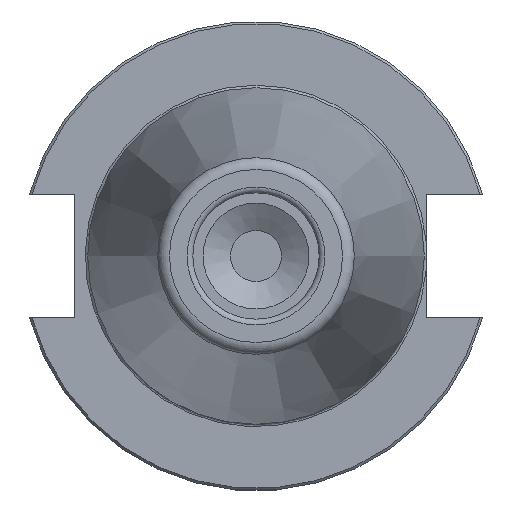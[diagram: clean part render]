
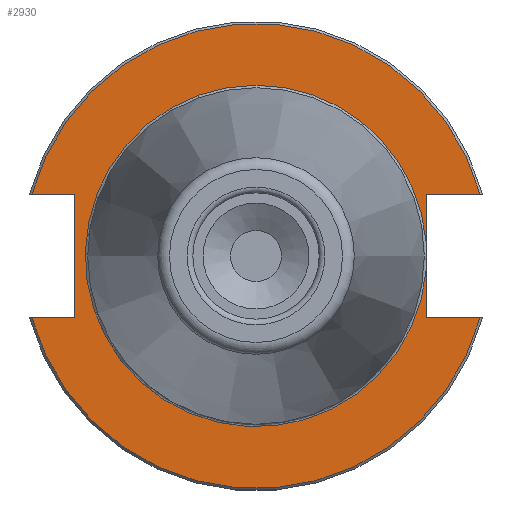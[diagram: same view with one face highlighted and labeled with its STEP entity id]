
A CAD part, left-side view. The second image highlights one B-rep face of the part: STEP entity #2930.
In plain terms, the highlighted planar face has unit normal (-1, 0, 0).
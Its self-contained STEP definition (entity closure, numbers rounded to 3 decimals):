
#209=CIRCLE('',#3206,48.25);
#210=CIRCLE('',#3208,48.25);
#220=CIRCLE('',#3223,35.429);
#221=CIRCLE('',#3224,35.429);
#358=FACE_OUTER_BOUND('',#544,.T.);
#544=EDGE_LOOP('',(#2259,#2260,#2261,#2262,#2263,#2264,#2265,#2266,#2267,
#2268,#2269));
#708=LINE('',#4580,#949);
#717=LINE('',#4670,#958);
#721=LINE('',#4688,#962);
#722=LINE('',#4689,#963);
#725=LINE('',#4697,#966);
#733=LINE('',#4782,#974);
#736=LINE('',#4786,#977);
#949=VECTOR('',#3628,10.);
#958=VECTOR('',#3643,10.);
#962=VECTOR('',#3649,10.);
#963=VECTOR('',#3650,10.);
#966=VECTOR('',#3655,10.);
#974=VECTOR('',#3665,10.);
#977=VECTOR('',#3670,10.);
#1238=VERTEX_POINT('',#4577);
#1239=VERTEX_POINT('',#4579);
#1248=VERTEX_POINT('',#4621);
#1249=VERTEX_POINT('',#4622);
#1260=VERTEX_POINT('',#4665);
#1261=VERTEX_POINT('',#4669);
#1266=VERTEX_POINT('',#4694);
#1267=VERTEX_POINT('',#4696);
#1286=VERTEX_POINT('',#4777);
#1287=VERTEX_POINT('',#4781);
#1300=VERTEX_POINT('',#4861);
#1548=EDGE_CURVE('',#1239,#1238,#708,.T.);
#1570=EDGE_CURVE('',#1261,#1260,#717,.T.);
#1575=EDGE_CURVE('',#1248,#1261,#721,.T.);
#1576=EDGE_CURVE('',#1238,#1249,#722,.T.);
#1579=EDGE_CURVE('',#1267,#1266,#725,.T.);
#1599=EDGE_CURVE('',#1287,#1286,#733,.T.);
#1602=EDGE_CURVE('',#1266,#1287,#736,.T.);
#1627=EDGE_CURVE('',#1267,#1260,#209,.T.);
#1628=EDGE_CURVE('',#1239,#1286,#210,.T.);
#1641=EDGE_CURVE('',#1249,#1300,#220,.T.);
#1642=EDGE_CURVE('',#1300,#1248,#221,.T.);
#2259=ORIENTED_EDGE('',*,*,#1576,.T.);
#2260=ORIENTED_EDGE('',*,*,#1641,.T.);
#2261=ORIENTED_EDGE('',*,*,#1642,.T.);
#2262=ORIENTED_EDGE('',*,*,#1575,.T.);
#2263=ORIENTED_EDGE('',*,*,#1570,.T.);
#2264=ORIENTED_EDGE('',*,*,#1627,.F.);
#2265=ORIENTED_EDGE('',*,*,#1579,.T.);
#2266=ORIENTED_EDGE('',*,*,#1602,.T.);
#2267=ORIENTED_EDGE('',*,*,#1599,.T.);
#2268=ORIENTED_EDGE('',*,*,#1628,.F.);
#2269=ORIENTED_EDGE('',*,*,#1548,.T.);
#2778=PLANE('',#3227);
#2930=ADVANCED_FACE('',(#358),#2778,.T.);
#3206=AXIS2_PLACEMENT_3D('',#4834,#3757,#3758);
#3208=AXIS2_PLACEMENT_3D('',#4836,#3761,#3762);
#3223=AXIS2_PLACEMENT_3D('',#4863,#3794,#3795);
#3224=AXIS2_PLACEMENT_3D('',#4864,#3796,#3797);
#3227=AXIS2_PLACEMENT_3D('',#4868,#3802,#3803);
#3628=DIRECTION('',(0.,1.,0.));
#3643=DIRECTION('',(0.,-1.,0.));
#3649=DIRECTION('',(0.,0.,1.));
#3650=DIRECTION('',(0.,0.,1.));
#3655=DIRECTION('',(0.,-1.,0.));
#3665=DIRECTION('',(0.,1.,0.));
#3670=DIRECTION('',(0.,0.,-1.));
#3757=DIRECTION('center_axis',(1.,0.,0.));
#3758=DIRECTION('ref_axis',(0.,0.,-1.));
#3761=DIRECTION('center_axis',(1.,0.,0.));
#3762=DIRECTION('ref_axis',(0.,0.,-1.));
#3794=DIRECTION('center_axis',(1.,0.,0.));
#3795=DIRECTION('ref_axis',(0.,0.,-1.));
#3796=DIRECTION('center_axis',(1.,0.,0.));
#3797=DIRECTION('ref_axis',(0.,0.,-1.));
#3802=DIRECTION('center_axis',(-1.,0.,0.));
#3803=DIRECTION('ref_axis',(0.,0.,1.));
#4577=CARTESIAN_POINT('',(1.5,-35.3,-12.825));
#4579=CARTESIAN_POINT('',(1.5,-46.514,-12.825));
#4580=CARTESIAN_POINT('',(1.5,-13.707,-12.825));
#4621=CARTESIAN_POINT('',(1.5,-35.3,3.016));
#4622=CARTESIAN_POINT('',(1.5,-35.3,-3.016));
#4665=CARTESIAN_POINT('',(1.5,-46.514,12.825));
#4669=CARTESIAN_POINT('',(1.5,-35.3,12.825));
#4670=CARTESIAN_POINT('',(1.5,6.475,12.825));
#4688=CARTESIAN_POINT('',(1.5,-35.3,-6.413));
#4689=CARTESIAN_POINT('',(1.5,-35.3,-6.413));
#4694=CARTESIAN_POINT('',(1.5,37.7,12.825));
#4696=CARTESIAN_POINT('',(1.5,46.514,12.825));
#4697=CARTESIAN_POINT('',(1.5,61.395,12.825));
#4777=CARTESIAN_POINT('',(1.5,46.514,-12.825));
#4781=CARTESIAN_POINT('',(1.5,37.7,-12.825));
#4782=CARTESIAN_POINT('',(1.5,42.975,-12.825));
#4786=CARTESIAN_POINT('',(1.5,37.7,6.413));
#4834=CARTESIAN_POINT('Origin',(1.5,0.,0.));
#4836=CARTESIAN_POINT('Origin',(1.5,0.,0.));
#4861=CARTESIAN_POINT('',(1.5,0.,35.429));
#4863=CARTESIAN_POINT('Origin',(1.5,0.,0.));
#4864=CARTESIAN_POINT('Origin',(1.5,0.,0.));
#4868=CARTESIAN_POINT('Origin',(1.5,48.25,0.));
